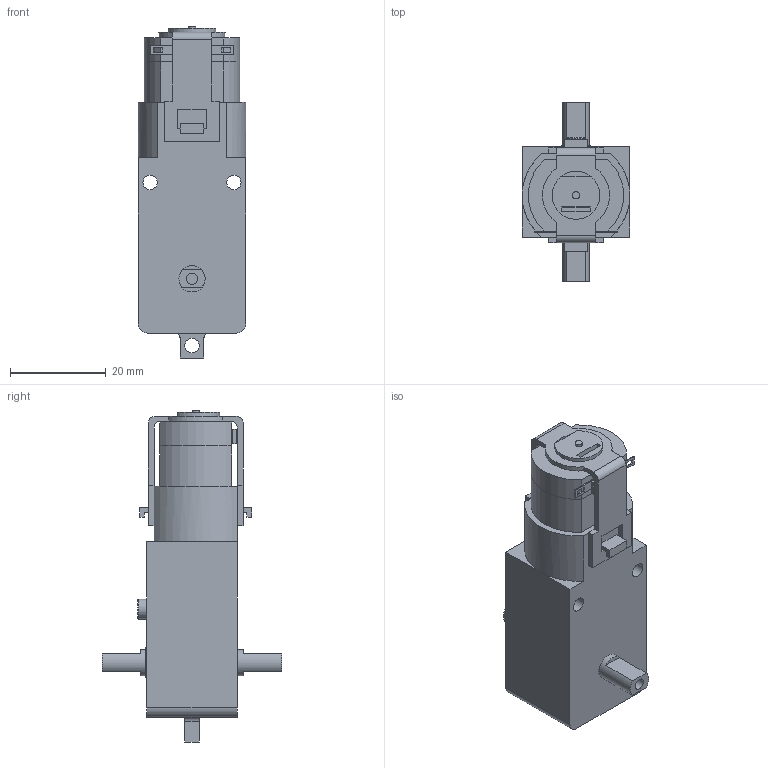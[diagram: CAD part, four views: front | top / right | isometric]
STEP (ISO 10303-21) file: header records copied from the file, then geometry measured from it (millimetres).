
FILE_DESCRIPTION(/* description */ (''),/* implementation_level */ '2;1');
FILE_NAME(/* name */ 'BO DC Motor.step',/* time_stamp */ '2018-08-12T19:08:53+06:00',/* author */ ('123avneesh'),/* organization */ (''),/* preprocessor_version */ 'ST-DEVELOPER v17',/* originating_system */ 'Autodesk Translation Framework v7.1.0.215',/* authorisation */ '');
FILE_SCHEMA (('AUTOMOTIVE_DESIGN { 1 0 10303 214 3 1 1 }'));
Length unit declared in the file: millimetre
Products named in the file (5): BO DC Motor; Motor Shaft; Motor Casing; Driving Motor; Fasteners
Assembly tree (4 placements, depth 2):
  BO DC Motor
    Motor Shaft
    Motor Casing
    Driving Motor
    Fasteners
Bounding box: 22.5 x 37.42 x 69.3 mm (x, y, z)
Volume: 24034.5 mm3; surface area: 10965.7 mm2
Topology: 8 solids, 8 shells, 150 faces, 375 edges, 250 vertices
Faces by surface type: plane 118, cylinder 30, torus 1, cone 1
Full cylindrical faces by diameter (mm): 1.5 x2, 2.36 x2, 3 x3, 4.16 x1, 5.46 x2, 10 x1
Entity records: 4701 total; most frequent: CARTESIAN_POINT 784, DIRECTION 770, ORIENTED_EDGE 750, EDGE_CURVE 375, LINE 298, VECTOR 298, VERTEX_POINT 250, AXIS2_PLACEMENT_3D 236
